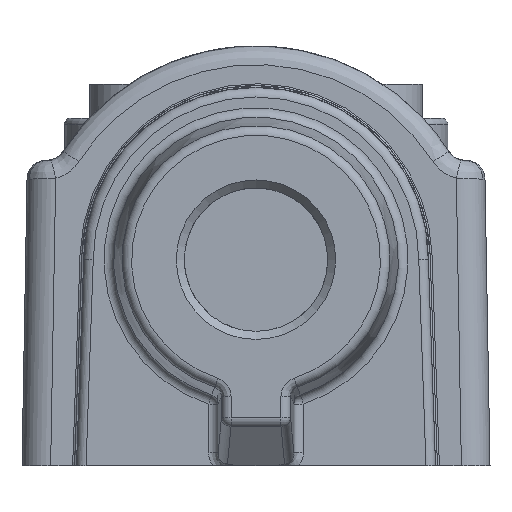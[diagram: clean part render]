
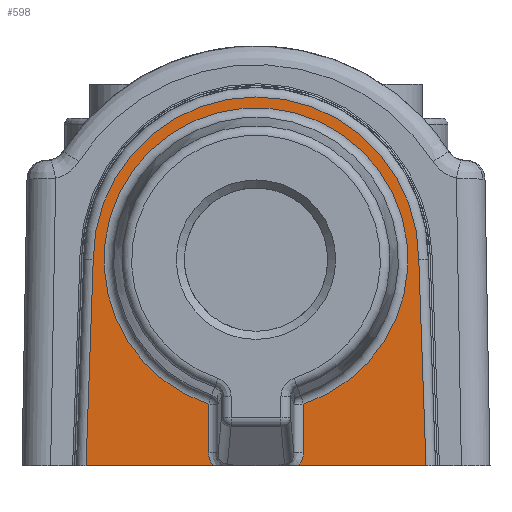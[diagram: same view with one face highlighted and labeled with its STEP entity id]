
A CAD part, front view. The second image highlights one B-rep face of the part: STEP entity #598.
In plain terms, the highlighted planar face has unit normal (0, -1, 0).
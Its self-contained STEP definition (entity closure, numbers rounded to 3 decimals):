
#66=PLANE('',#2691);
#147=LINE('',#4383,#245);
#148=LINE('',#4389,#246);
#205=LINE('',#4813,#303);
#207=LINE('',#4883,#305);
#208=LINE('',#4884,#306);
#209=LINE('',#4886,#307);
#245=VECTOR('',#3032,1.);
#246=VECTOR('',#3041,1.);
#303=VECTOR('',#3262,1.);
#305=VECTOR('',#3274,1.);
#306=VECTOR('',#3275,1.);
#307=VECTOR('',#3276,1.);
#417=FACE_OUTER_BOUND('',#1067,.T.);
#501=ELLIPSE('',#2688,1.065,1.);
#502=ELLIPSE('',#2690,1.065,1.);
#598=ADVANCED_FACE('',(#417),#66,.F.);
#1067=EDGE_LOOP('',(#1617,#1618,#1619,#1620,#1621,#1622,#1623,#1624,#1625,
#1626));
#1617=ORIENTED_EDGE('',*,*,#2178,.T.);
#1618=ORIENTED_EDGE('',*,*,#2281,.T.);
#1619=ORIENTED_EDGE('',*,*,#2290,.T.);
#1620=ORIENTED_EDGE('',*,*,#2284,.T.);
#1621=ORIENTED_EDGE('',*,*,#2174,.T.);
#1622=ORIENTED_EDGE('',*,*,#2172,.T.);
#1623=ORIENTED_EDGE('',*,*,#2171,.T.);
#1624=ORIENTED_EDGE('',*,*,#2289,.T.);
#1625=ORIENTED_EDGE('',*,*,#2291,.T.);
#1626=ORIENTED_EDGE('',*,*,#2292,.T.);
#1880=VERTEX_POINT('',#3957);
#1881=VERTEX_POINT('',#3963);
#1919=VERTEX_POINT('',#4382);
#1920=VERTEX_POINT('',#4388);
#1922=VERTEX_POINT('',#4411);
#1924=VERTEX_POINT('',#4433);
#1989=VERTEX_POINT('',#4814);
#1991=VERTEX_POINT('',#4823);
#1993=VERTEX_POINT('',#4863);
#1994=VERTEX_POINT('',#4885);
#2171=EDGE_CURVE('',#1880,#1919,#147,.T.);
#2172=EDGE_CURVE('',#1881,#1880,#2421,.T.);
#2174=EDGE_CURVE('',#1920,#1881,#148,.T.);
#2178=EDGE_CURVE('',#1922,#1924,#2424,.T.);
#2281=EDGE_CURVE('',#1924,#1989,#205,.T.);
#2284=EDGE_CURVE('',#1991,#1920,#501,.T.);
#2289=EDGE_CURVE('',#1919,#1993,#502,.T.);
#2290=EDGE_CURVE('',#1989,#1991,#207,.T.);
#2291=EDGE_CURVE('',#1993,#1994,#208,.T.);
#2292=EDGE_CURVE('',#1994,#1922,#209,.T.);
#2421=CIRCLE('',#2601,7.958);
#2424=CIRCLE('',#2606,8.523);
#2601=AXIS2_PLACEMENT_3D('',#4385,#3035,#3036);
#2606=AXIS2_PLACEMENT_3D('',#4434,#3046,#3047);
#2688=AXIS2_PLACEMENT_3D('',#4822,#3267,#3268);
#2690=AXIS2_PLACEMENT_3D('',#4864,#3272,#3273);
#2691=AXIS2_PLACEMENT_3D('',#4887,#3277,#3278);
#3032=DIRECTION('',(0.,0.,-1.));
#3035=DIRECTION('',(0.,1.,0.));
#3036=DIRECTION('',(0.,0.,-1.));
#3041=DIRECTION('',(0.,0.,1.));
#3046=DIRECTION('',(0.,-1.,0.));
#3047=DIRECTION('',(0.,0.,-1.));
#3262=DIRECTION('',(-0.035,0.,-0.999));
#3267=DIRECTION('',(0.,1.,0.));
#3268=DIRECTION('',(-0.096,0.,-0.995));
#3272=DIRECTION('',(0.,1.,0.));
#3273=DIRECTION('',(0.096,0.,-0.995));
#3274=DIRECTION('',(1.,0.,0.));
#3275=DIRECTION('',(1.,0.,0.));
#3276=DIRECTION('',(-0.035,0.,0.999));
#3277=DIRECTION('',(0.,1.,0.));
#3278=DIRECTION('',(0.,0.,-1.));
#3957=CARTESIAN_POINT('',(92.95,33.488,-2.358));
#3963=CARTESIAN_POINT('',(87.985,33.488,-2.358));
#4382=CARTESIAN_POINT('',(92.95,33.488,-4.895));
#4383=CARTESIAN_POINT('',(92.95,33.488,-5.071));
#4385=CARTESIAN_POINT('',(90.468,33.488,5.203));
#4388=CARTESIAN_POINT('',(87.985,33.488,-4.895));
#4389=CARTESIAN_POINT('',(87.985,33.488,-2.396));
#4411=CARTESIAN_POINT('',(98.991,33.488,5.195));
#4433=CARTESIAN_POINT('',(81.945,33.488,5.195));
#4434=CARTESIAN_POINT('',(90.468,33.488,5.203));
#4813=CARTESIAN_POINT('',(81.944,33.488,5.173));
#4814=CARTESIAN_POINT('',(81.568,33.488,-5.597));
#4822=CARTESIAN_POINT('',(88.985,33.488,-4.883));
#4823=CARTESIAN_POINT('',(88.236,33.488,-5.597));
#4863=CARTESIAN_POINT('',(92.7,33.488,-5.597));
#4864=CARTESIAN_POINT('',(91.95,33.488,-4.883));
#4883=CARTESIAN_POINT('',(81.068,33.488,-5.597));
#4884=CARTESIAN_POINT('',(81.068,33.488,-5.597));
#4885=CARTESIAN_POINT('',(99.367,33.488,-5.597));
#4886=CARTESIAN_POINT('',(98.968,33.488,5.829));
#4887=CARTESIAN_POINT('',(81.068,33.488,5.203));
